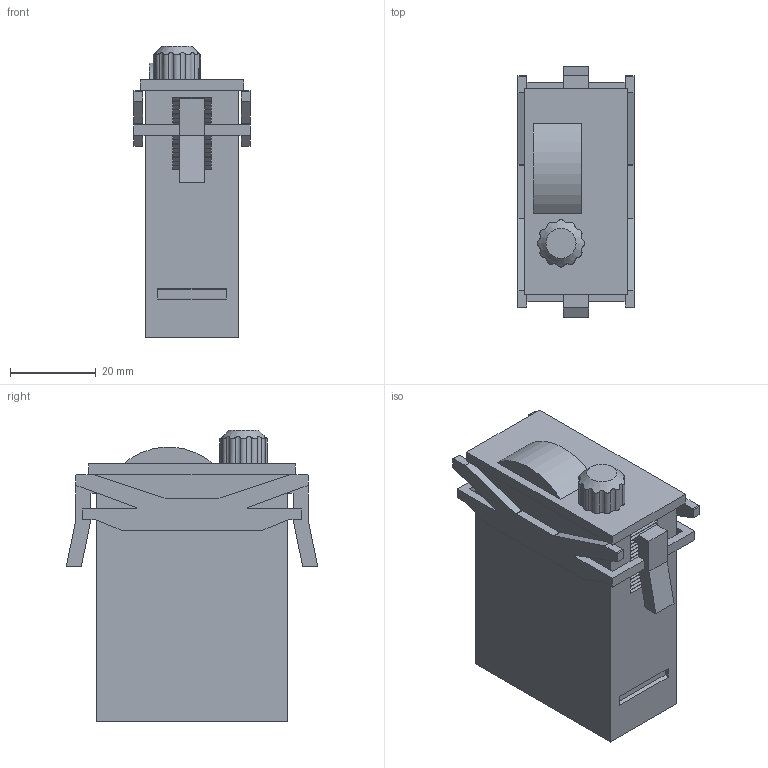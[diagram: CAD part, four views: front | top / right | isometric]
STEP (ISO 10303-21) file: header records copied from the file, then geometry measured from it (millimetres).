
FILE_DESCRIPTION(/* description */ ('STEP AP214'),/* implementation_level */ '2;1');
FILE_NAME(/* name */ '158496_PZVT-AUT',/* time_stamp */ '2024-09-14T01:14:17+02:00',/* author */ ('License CC BY-ND 4.0'),/* organization */ ('CADENAS'),/* preprocessor_version */ 'ST-DEVELOPER v19.3',/* originating_system */ 'PARTsolutions',/* authorisation */ ' ');
FILE_SCHEMA (('AUTOMOTIVE_DESIGN {1 0 10303 214 3 1 1}'));
Length unit declared in the file: millimetre
Products named in the file (3): 158496 PZVT-AUT---(0); 345217 PZVT-AUT; 331042
Assembly tree (2 placements, depth 2):
  158496 PZVT-AUT---(0)
    345217 PZVT-AUT
    331042
Bounding box: 27 x 58.5 x 67.8 mm (x, y, z)
Volume: 62020.4 mm3; surface area: 16025.5 mm2
Topology: 2 solids, 2 shells, 326 faces, 811 edges, 539 vertices
Faces by surface type: plane 273, cylinder 49, cone 4
Full cylindrical faces by diameter (mm): 4.134 x3, 7.9 x2, 8 x3
Entity records: 11391 total; most frequent: CARTESIAN_POINT 1781, ORIENTED_EDGE 1592, DIRECTION 1508, EDGE_CURVE 796, LINE 694, VECTOR 694, VERTEX_POINT 536, AXIS2_PLACEMENT_3D 407
